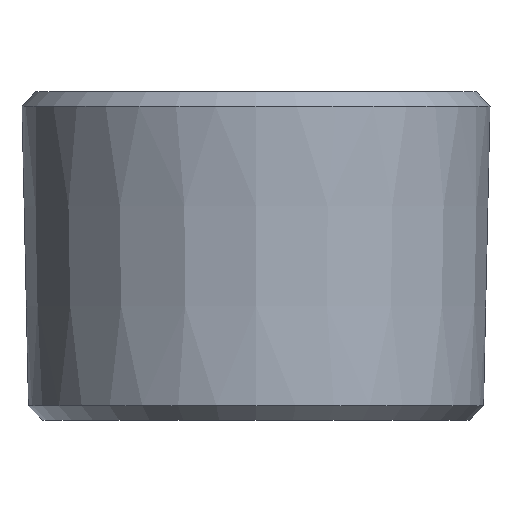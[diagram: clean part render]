
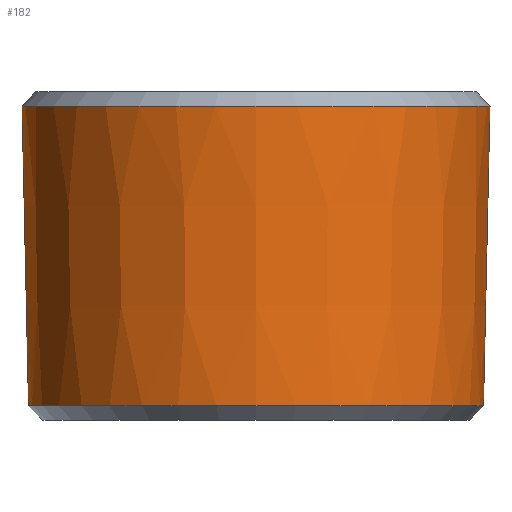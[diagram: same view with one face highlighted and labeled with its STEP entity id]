
A CAD part, front view. The second image highlights one B-rep face of the part: STEP entity #182.
In plain terms, the highlighted conical face has half-angle 1.24 degrees and reference radius 4.924 mm.
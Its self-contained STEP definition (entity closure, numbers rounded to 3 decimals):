
#61=FACE_BOUND('',#79,.T.);
#65=FACE_OUTER_BOUND('',#78,.T.);
#78=EDGE_LOOP('',(#136));
#79=EDGE_LOOP('',(#137));
#93=CIRCLE('',#203,4.994);
#94=CIRCLE('',#205,4.855);
#97=VERTEX_POINT('',#273);
#98=VERTEX_POINT('',#276);
#113=EDGE_CURVE('',#97,#97,#93,.T.);
#114=EDGE_CURVE('',#98,#98,#94,.T.);
#136=ORIENTED_EDGE('',*,*,#114,.F.);
#137=ORIENTED_EDGE('',*,*,#113,.F.);
#179=CONICAL_SURFACE('',#204,4.924,1.24);
#182=ADVANCED_FACE('',(#65,#61),#179,.T.);
#203=AXIS2_PLACEMENT_3D('',#274,#223,#224);
#204=AXIS2_PLACEMENT_3D('',#275,#225,#226);
#205=AXIS2_PLACEMENT_3D('',#277,#227,#228);
#223=DIRECTION('center_axis',(0.,0.,1.));
#224=DIRECTION('ref_axis',(0.,-1.,0.));
#225=DIRECTION('center_axis',(0.,0.,1.));
#226=DIRECTION('ref_axis',(0.,-1.,0.));
#227=DIRECTION('center_axis',(0.,0.,-1.));
#228=DIRECTION('ref_axis',(0.,1.,0.));
#273=CARTESIAN_POINT('',(0.,4.994,6.7));
#274=CARTESIAN_POINT('Origin',(0.,0.,6.7));
#275=CARTESIAN_POINT('Origin',(0.,0.,3.5));
#276=CARTESIAN_POINT('',(0.,-4.855,0.3));
#277=CARTESIAN_POINT('Origin',(0.,0.,0.3));
